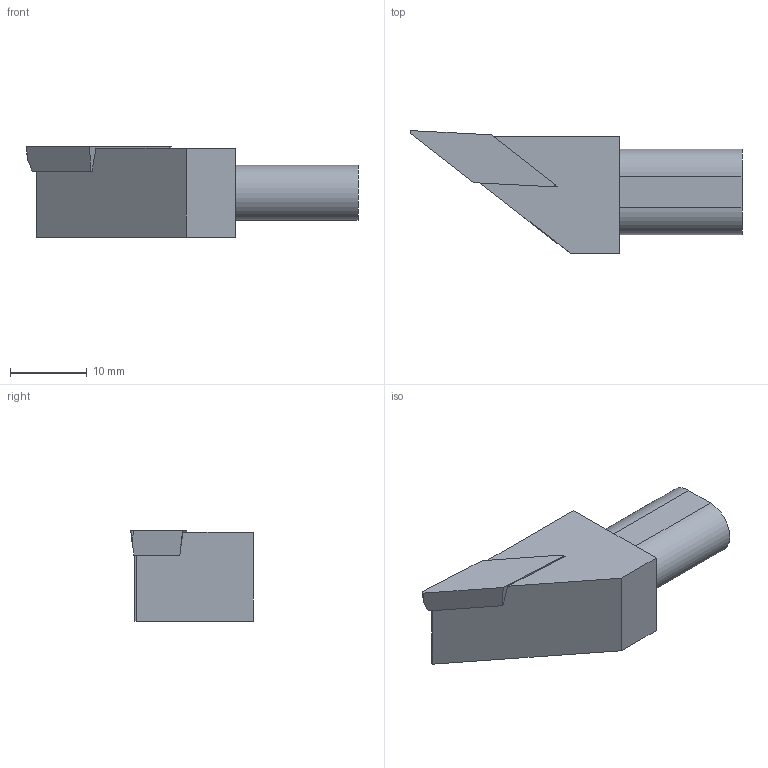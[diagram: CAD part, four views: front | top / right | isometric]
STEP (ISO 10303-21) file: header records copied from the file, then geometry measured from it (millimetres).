
FILE_DESCRIPTION(/* description */ (''),/* implementation_level */ '2;1');
FILE_NAME(/* name */ 'SVJCL-12X43.3-11.stp',/* time_stamp */ '2023-11-09T14:50:39+03:00',/* author */ (''),/* organization */ (''),/* preprocessor_version */ 'ST-DEVELOPER v19.4',/* originating_system */ 'SIEMENS PLM Software NX2306.3001',/* authorisation */ '');
FILE_SCHEMA (('AUTOMOTIVE_DESIGN { 1 0 10303 214 3 1 1 1 }'));
Length unit declared in the file: millimetre
Products named in the file (2): VCGT 110302; SVJCL-12-43.3-11
Assembly tree (1 placements, depth 2):
  SVJCL-12-43.3-11
    VCGT 110302
Bounding box: 43.31 x 15.99 x 11.8 mm (x, y, z)
Volume: 3996.5 mm3; surface area: 2076.4 mm2
Topology: 2 solids, 2 shells, 25 faces, 62 edges, 40 vertices
Faces by surface type: plane 20, cylinder 3, cone 2
Entity records: 771 total; most frequent: CARTESIAN_POINT 127, DIRECTION 122, ORIENTED_EDGE 120, EDGE_CURVE 60, LINE 52, VECTOR 52, VERTEX_POINT 40, AXIS2_PLACEMENT_3D 35
